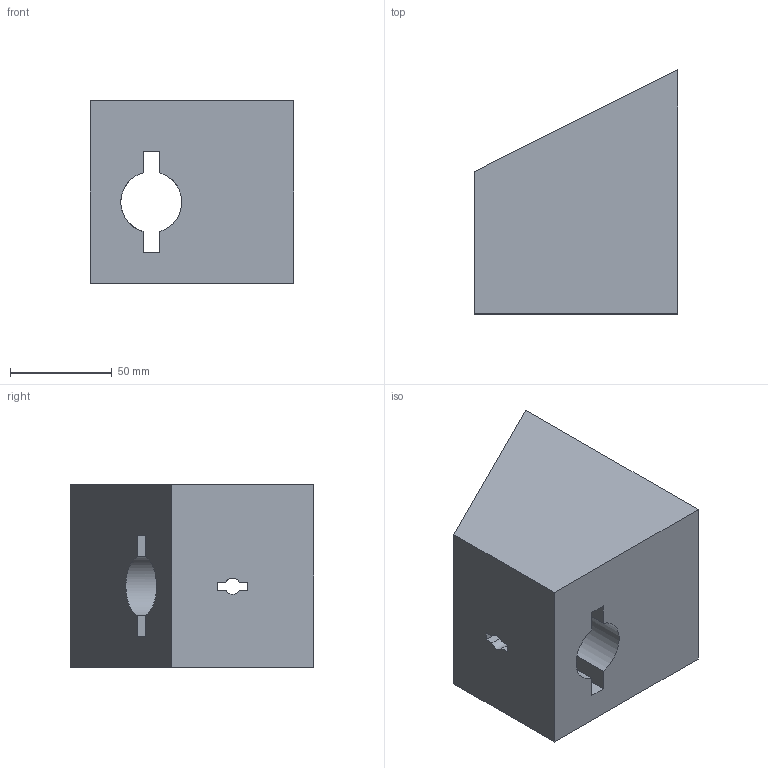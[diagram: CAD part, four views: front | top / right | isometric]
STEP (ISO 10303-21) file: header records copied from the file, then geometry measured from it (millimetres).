
FILE_DESCRIPTION((''),'2;1');
FILE_NAME('CYLINDER_WITH_SIDE_SLOT','2018-08-03T11:49:51',('Chang'),(''),'CREO PARAMETRIC BY PTC INC, 2017380','CREO PARAMETRIC BY PTC INC, 2017380','');
FILE_SCHEMA(('CONFIG_CONTROL_DESIGN'));
Length unit declared in the file: millimetre
Products named in the file (1): CYLINDER_WITH_SIDE_SLOT
Bounding box: 100 x 120 x 90 mm (x, y, z)
Volume: 775480.4 mm3; surface area: 67460.3 mm2
Topology: 1 solids, 1 shells, 30 faces, 84 edges, 56 vertices
Faces by surface type: plane 24, cylinder 6
Entity records: 1080 total; most frequent: CARTESIAN_POINT 254, ORIENTED_EDGE 168, DIRECTION 148, EDGE_CURVE 84, VECTOR 68, LINE 68, VERTEX_POINT 56, AXIS2_PLACEMENT_3D 40
